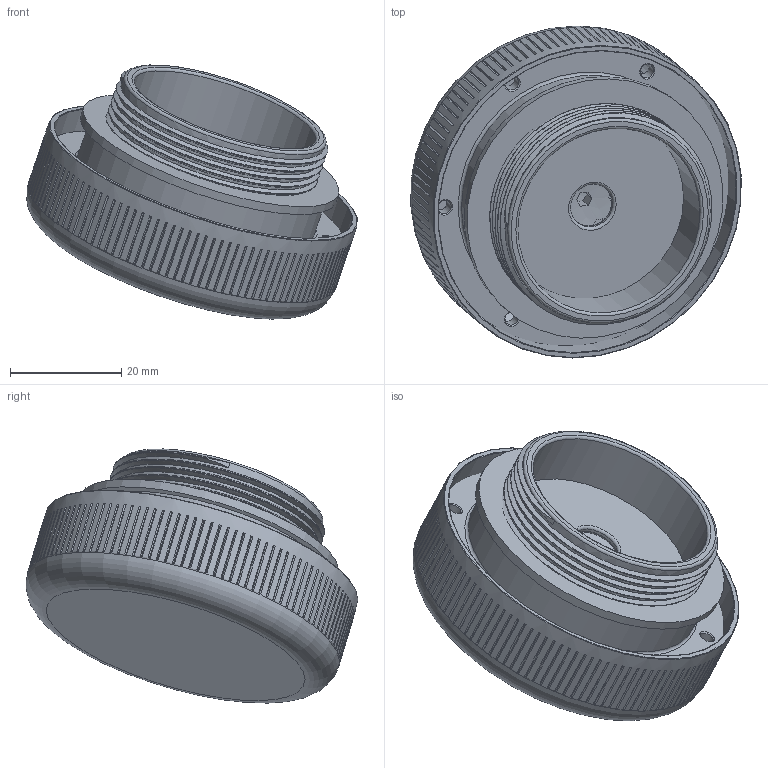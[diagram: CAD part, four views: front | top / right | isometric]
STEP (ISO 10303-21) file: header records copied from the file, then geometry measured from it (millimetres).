
FILE_DESCRIPTION(/* description */ ('UL-DAE M 40x1,5'),/* implementation_level */ '2;1');
FILE_NAME(/* name */ '90000540HLD-RST.stp',/* time_stamp */ '2020-04-15T08:43:41+02:00',/* author */ ('sl'),/* organization */ (''),/* preprocessor_version */ 'ST-DEVELOPER v16.5',/* originating_system */ 'Autodesk Inventor 2017',/* authorisation */ '');
FILE_SCHEMA (('AUTOMOTIVE_DESIGN { 1 0 10303 214 3 1 1 }'));
Length unit declared in the file: millimetre
Products named in the file (7): 90000540hld; 90000540HLD_1; 90000540HLD_2; 90000540HLD_3; 90000540HLD_4; 90000540HLD_5; 90000540
Assembly tree (6 placements, depth 2):
  90000540hld
    90000540HLD_1
    90000540HLD_2
    90000540HLD_3
    90000540HLD_4
    90000540HLD_5
    90000540
Bounding box: 59.42 x 59.74 x 45.71 mm (x, y, z)
Volume: 24415.8 mm3; surface area: 31987.1 mm2
Topology: 6 solids, 6 shells, 687 faces, 1628 edges, 1080 vertices
Faces by surface type: plane 635, cylinder 29, torus 10, cone 7, bspline 3, sphere 3
Full cylindrical faces by diameter (mm): 2.5 x6, 8 x1, 31.52 x1, 34 x1, 34.52 x1, 38.338 x6, 38.7 x1, 39 x3, 39.6 x1, 45 x1, 48.5 x1, 56.45 x1, 58.45 x1
Entity records: 20851 total; most frequent: CARTESIAN_POINT 4431, DIRECTION 3482, ORIENTED_EDGE 3140, EDGE_CURVE 1570, AXIS2_PLACEMENT_3D 1238, VERTEX_POINT 1065, LINE 1006, VECTOR 1006
